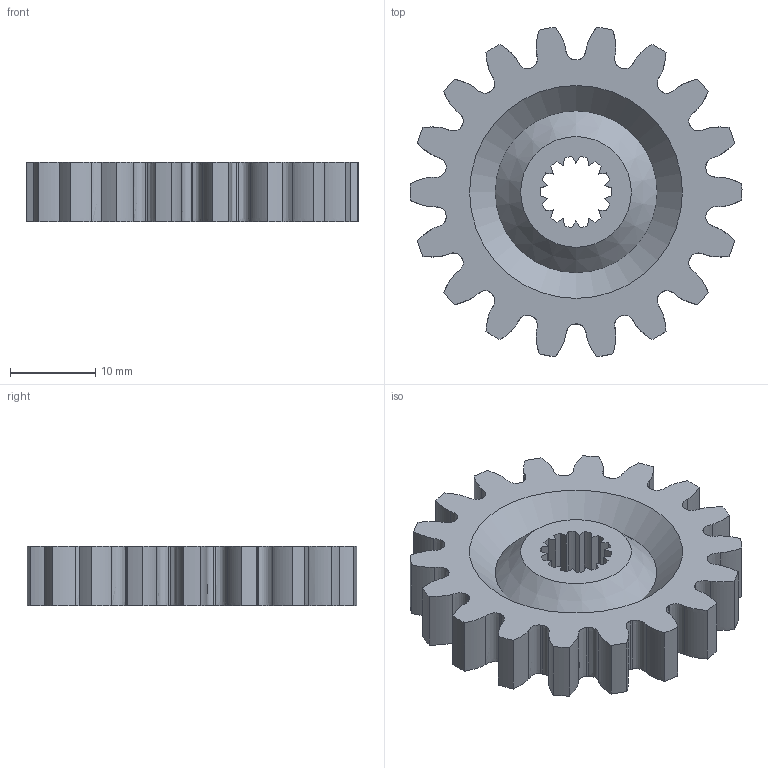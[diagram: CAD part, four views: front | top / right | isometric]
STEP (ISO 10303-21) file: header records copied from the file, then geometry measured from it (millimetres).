
FILE_DESCRIPTION(('STEP AP242'), '1');
FILE_NAME('itemRS550Gear', '', ('UNSPECIFIED'), ('UNSPECIFIED'), 'C3D Converter', 'C3D Toolkit', '');
FILE_SCHEMA(('AP242_MANAGED_MODEL_BASED_3D_ENGINEERING_MIM_LF { 1 0 10303 442 1 1 4 }'));
Length unit declared in the file: millimetre
Bounding box: 38.99 x 38.69 x 7 mm (x, y, z)
Volume: 5469.8 mm3; surface area: 3898.7 mm2
Topology: 1 solids, 1 shells, 158 faces, 460 edges, 306 vertices
Faces by surface type: extrusion 72, cylinder 50, plane 32, cone 4
Entity records: 11209 total; most frequent: CARTESIAN_POINT 7185, ORIENTED_EDGE 912, DIRECTION 664, EDGE_CURVE 456, VERTEX_POINT 306, VECTOR 278, B_SPLINE_CURVE_WITH_KNOTS 216, LINE 206
